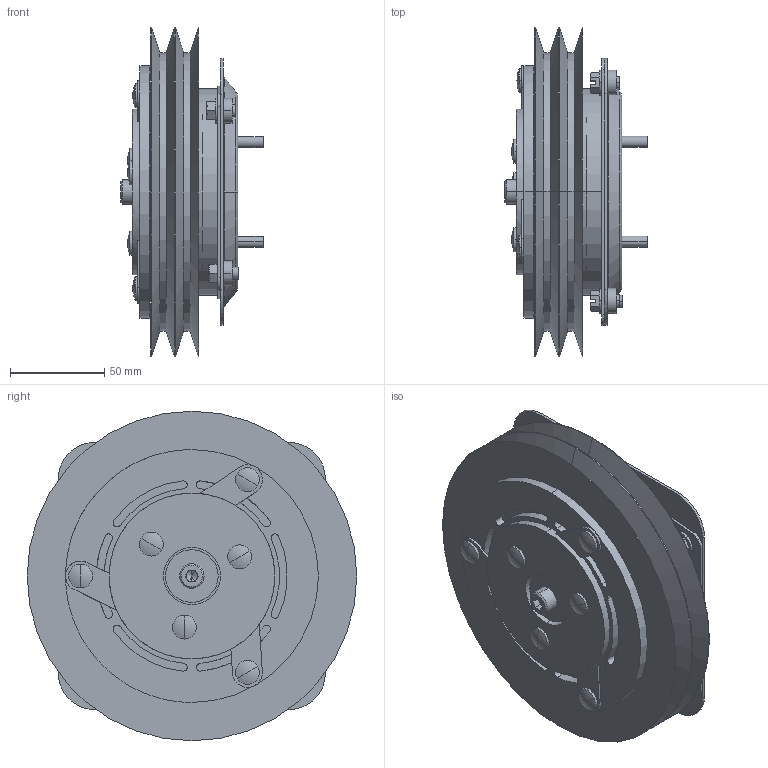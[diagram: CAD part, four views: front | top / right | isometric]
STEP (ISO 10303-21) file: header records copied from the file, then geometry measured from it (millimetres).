
FILE_DESCRIPTION (( 'STEP AP203' ), '1' );
FILE_NAME ('34963.STEP', '2022-02-22T20:07:36', ( '' ), ( '' ), 'SwSTEP 2.0', 'SolidWorks 2021', '' );
FILE_SCHEMA (( 'CONFIG_CONTROL_DESIGN' ));
Length unit declared in the file: inch
Products named in the file (1): 34963
Bounding box: 75.54 x 174.98 x 174.98 mm (x, y, z)
Volume: 638430.9 mm3; surface area: 175226.5 mm2
Topology: 13 solids, 13 shells, 546 faces, 1302 edges, 776 vertices
Faces by surface type: cylinder 247, plane 169, cone 56, torus 50, sphere 24
Entity records: 15813 total; most frequent: DIRECTION 2932, CARTESIAN_POINT 2855, ORIENTED_EDGE 2528, EDGE_CURVE 1264, AXIS2_PLACEMENT_3D 1189, VERTEX_POINT 776, CIRCLE 642, EDGE_LOOP 626
